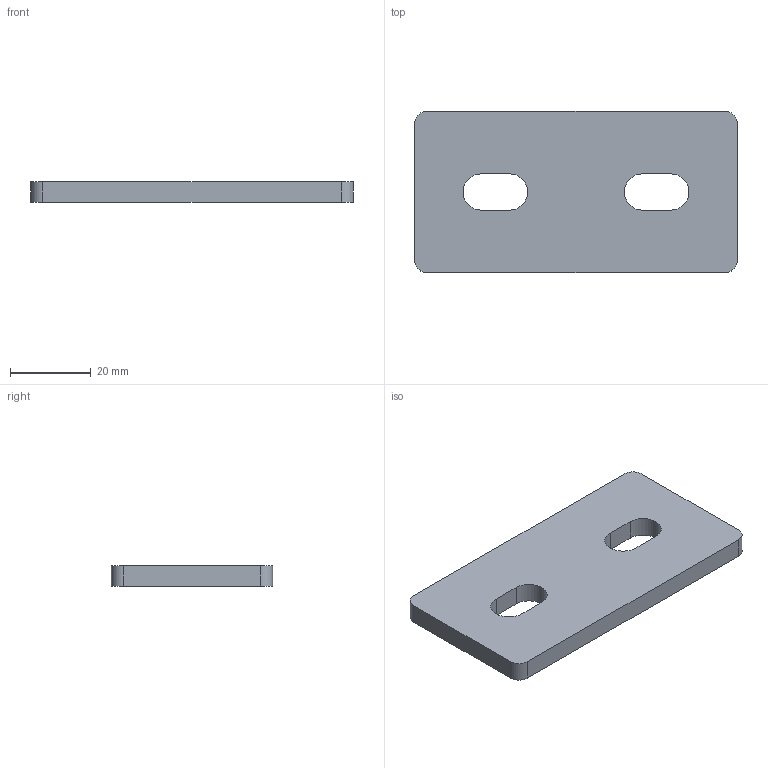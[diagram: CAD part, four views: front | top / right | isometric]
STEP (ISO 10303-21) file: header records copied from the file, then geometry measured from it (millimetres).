
FILE_DESCRIPTION(/* description */ (''),/* implementation_level */ '2;1');
FILE_NAME(/* name */ '1007795.stp',/* time_stamp */ '2024-04-30T16:37:56+02:00',/* author */ ('b.steehouwer'),/* organization */ (''),/* preprocessor_version */ 'ST-DEVELOPER v18.1',/* originating_system */ 'Autodesk Inventor 2021',/* authorisation */ '');
FILE_SCHEMA (('AUTOMOTIVE_DESIGN { 1 0 10303 214 3 1 1 }'));
Length unit declared in the file: millimetre
Products named in the file (2): 1007795; 1007795_1
Assembly tree (1 placements, depth 2):
  1007795
    1007795_1
Bounding box: 80 x 40 x 5 mm (x, y, z)
Volume: 14695.2 mm3; surface area: 7475.1 mm2
Topology: 1 solids, 1 shells, 18 faces, 48 edges, 32 vertices
Faces by surface type: plane 10, cylinder 8
Entity records: 670 total; most frequent: DIRECTION 108, CARTESIAN_POINT 102, ORIENTED_EDGE 96, EDGE_CURVE 48, AXIS2_PLACEMENT_3D 38, LINE 32, VECTOR 32, VERTEX_POINT 32
